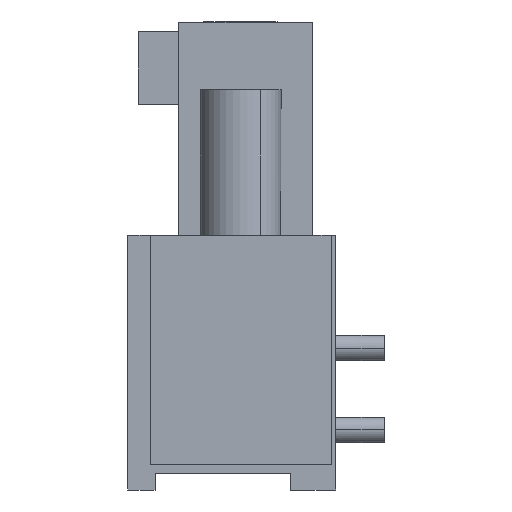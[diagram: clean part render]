
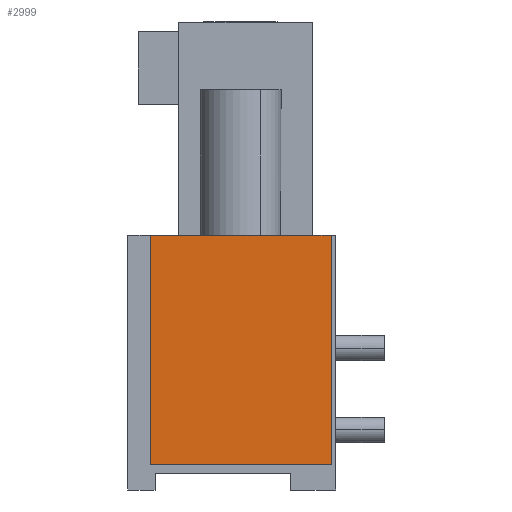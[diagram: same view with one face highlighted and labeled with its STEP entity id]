
A CAD part, left-side view. The second image highlights one B-rep face of the part: STEP entity #2999.
In plain terms, the highlighted planar face has unit normal (-1, 0, 0).
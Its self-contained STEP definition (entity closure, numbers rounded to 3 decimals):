
#677=CARTESIAN_POINT('Vertex',(0.,7.25,7.9)) ;
#680=CARTESIAN_POINT('Line Origine',(0.,4.45,7.9)) ;
#684=CARTESIAN_POINT('Vertex',(0.,1.65,7.9)) ;
#1247=CARTESIAN_POINT('Vertex',(0.,1.65,0.8)) ;
#1250=CARTESIAN_POINT('Line Origine',(0.,1.65,4.35)) ;
#1267=CARTESIAN_POINT('Line Origine',(0.,4.45,0.8)) ;
#1271=CARTESIAN_POINT('Vertex',(0.,7.25,0.8)) ;
#1309=CARTESIAN_POINT('Line Origine',(0.,7.25,4.35)) ;
#2988=CARTESIAN_POINT('Axis2P3D Location',(0.,7.25,7.9)) ;
#681=DIRECTION('Vector Direction',(0.,-1.,0.)) ;
#1251=DIRECTION('Vector Direction',(0.,0.,-1.)) ;
#1268=DIRECTION('Vector Direction',(0.,-1.,0.)) ;
#1310=DIRECTION('Vector Direction',(0.,0.,-1.)) ;
#2989=DIRECTION('Axis2P3D Direction',(1.,0.,0.)) ;
#2990=DIRECTION('Axis2P3D XDirection',(0.,-1.,0.)) ;
#2991=AXIS2_PLACEMENT_3D('Plane Axis2P3D',#2988,#2989,#2990) ;
#2994=ORIENTED_EDGE('',*,*,#1273,.T.) ;
#2995=ORIENTED_EDGE('',*,*,#1254,.F.) ;
#2996=ORIENTED_EDGE('',*,*,#686,.F.) ;
#2997=ORIENTED_EDGE('',*,*,#1313,.T.) ;
#682=VECTOR('Line Direction',#681,1.) ;
#1252=VECTOR('Line Direction',#1251,1.) ;
#1269=VECTOR('Line Direction',#1268,1.) ;
#1311=VECTOR('Line Direction',#1310,1.) ;
#2999=ADVANCED_FACE('HOUSING',(#2998),#2992,.F.) ;
#686=EDGE_CURVE('',#678,#685,#683,.T.) ;
#1254=EDGE_CURVE('',#685,#1248,#1253,.T.) ;
#1273=EDGE_CURVE('',#1272,#1248,#1270,.T.) ;
#1313=EDGE_CURVE('',#678,#1272,#1312,.T.) ;
#2993=EDGE_LOOP('',(#2994,#2995,#2996,#2997)) ;
#2998=FACE_OUTER_BOUND('',#2993,.T.) ;
#683=LINE('Line',#680,#682) ;
#1253=LINE('Line',#1250,#1252) ;
#1270=LINE('Line',#1267,#1269) ;
#1312=LINE('Line',#1309,#1311) ;
#2992=PLANE('',#2991) ;
#678=VERTEX_POINT('',#677) ;
#685=VERTEX_POINT('',#684) ;
#1248=VERTEX_POINT('',#1247) ;
#1272=VERTEX_POINT('',#1271) ;
